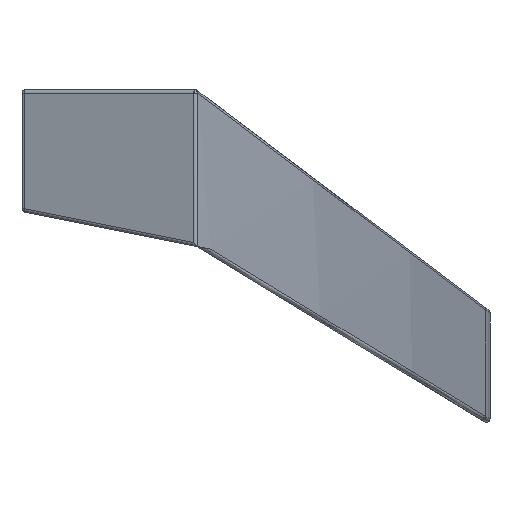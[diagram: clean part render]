
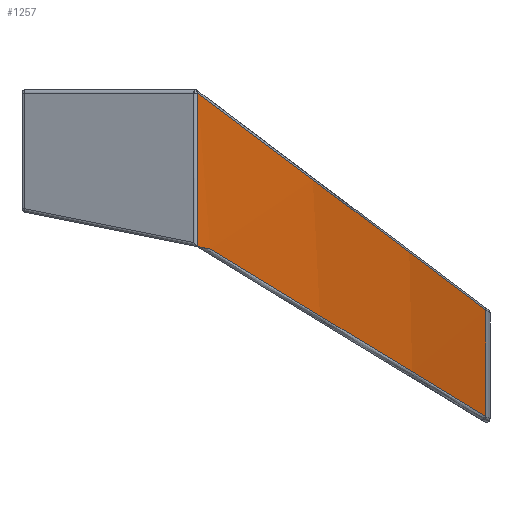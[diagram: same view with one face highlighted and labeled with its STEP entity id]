
A CAD part, left-side view. The second image highlights one B-rep face of the part: STEP entity #1257.
In plain terms, the highlighted cylindrical face has radius 121.978 mm (diameter 243.957 mm), a partial arc.
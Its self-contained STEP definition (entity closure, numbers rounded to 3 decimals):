
#18 = ORIENTED_EDGE ( 'NONE', *, *, #1236, .F. ) ;
#50 = CARTESIAN_POINT ( 'NONE',  ( -9.23, 89.349, 3. ) ) ;
#55 = CARTESIAN_POINT ( 'NONE',  ( -58.722, -22.822, -33.274 ) ) ;
#59 =( BOUNDED_CURVE ( )  B_SPLINE_CURVE ( 3, ( #380, #801, #691, #74 ),
 .UNSPECIFIED., .F., .F. ) 
 B_SPLINE_CURVE_WITH_KNOTS ( ( 4, 4 ),
 ( 0.607, 0.617 ),
 .UNSPECIFIED. ) 
 CURVE ( )  GEOMETRIC_REPRESENTATION_ITEM ( )  RATIONAL_B_SPLINE_CURVE ( ( 1., 1., 1., 1. ) ) 
 REPRESENTATION_ITEM ( '' )  );
#69 = VECTOR ( 'NONE', #537, 1000. ) ;
#74 = CARTESIAN_POINT ( 'NONE',  ( -79.841, -10.113, -32.523 ) ) ;
#78 = CARTESIAN_POINT ( 'NONE',  ( -79.866, -10.096, -32.517 ) ) ;
#82 = CARTESIAN_POINT ( 'NONE',  ( -78.837, -10.818, -32.664 ) ) ;
#90 = DIRECTION ( 'NONE',  ( 0., 0., 1. ) ) ;
#97 = CARTESIAN_POINT ( 'NONE',  ( -46.954, -26.649, -36.153 ) ) ;
#116 = VERTEX_POINT ( 'NONE', #444 ) ;
#124 = EDGE_CURVE ( 'NONE', #430, #865, #1022, .T. ) ;
#128 = ORIENTED_EDGE ( 'NONE', *, *, #498, .F. ) ;
#179 = CARTESIAN_POINT ( 'NONE',  ( -69.023, -17.638, -36.805 ) ) ;
#262 = CARTESIAN_POINT ( 'NONE',  ( -69.777, -17.262, -29.091 ) ) ;
#295 = ORIENTED_EDGE ( 'NONE', *, *, #597, .F. ) ;
#363 = DIRECTION ( 'NONE',  ( 0., 0., -1. ) ) ;
#380 = CARTESIAN_POINT ( 'NONE',  ( -78.837, -10.818, -32.664 ) ) ;
#430 = VERTEX_POINT ( 'NONE', #1173 ) ;
#444 = CARTESIAN_POINT ( 'NONE',  ( -79.841, -10.113, -32.523 ) ) ;
#491 = CARTESIAN_POINT ( 'NONE',  ( -46.954, -26.649, -42.277 ) ) ;
#498 = EDGE_CURVE ( 'NONE', #116, #564, #886, .T. ) ;
#503 = EDGE_LOOP ( 'NONE', ( #295, #128, #835, #18, #532, #1304, #1031 ) ) ;
#532 = ORIENTED_EDGE ( 'NONE', *, *, #992, .F. ) ;
#537 = DIRECTION ( 'NONE',  ( 0., 0., -1. ) ) ;
#556 = VERTEX_POINT ( 'NONE', #82 ) ;
#564 = VERTEX_POINT ( 'NONE', #1333 ) ;
#597 = EDGE_CURVE ( 'NONE', #564, #430, #710, .T. ) ;
#640 = VERTEX_POINT ( 'NONE', #491 ) ;
#651 = CARTESIAN_POINT ( 'NONE',  ( -9.23, 89.349, -23.7 ) ) ;
#667 = FACE_OUTER_BOUND ( 'NONE', #503, .T. ) ;
#687 = EDGE_CURVE ( 'NONE', #556, #116, #59, .T. ) ;
#691 = CARTESIAN_POINT ( 'NONE',  ( -79.508, -10.35, -32.57 ) ) ;
#704 = CARTESIAN_POINT ( 'NONE',  ( -79.841, -10.113, -32.523 ) ) ;
#710 = LINE ( 'NONE', #1112, #776 ) ;
#762 = LINE ( 'NONE', #1079, #69 ) ;
#769 = VERTEX_POINT ( 'NONE', #97 ) ;
#776 = VECTOR ( 'NONE', #90, 1000. ) ;
#801 = CARTESIAN_POINT ( 'NONE',  ( -79.173, -10.585, -32.617 ) ) ;
#835 = ORIENTED_EDGE ( 'NONE', *, *, #687, .F. ) ;
#865 = VERTEX_POINT ( 'NONE', #1113 ) ;
#886 = B_SPLINE_CURVE_WITH_KNOTS ( 'NONE', 3,
 ( #704, #1373, #78, #1051 ),
 .UNSPECIFIED., .F., .F.,
 ( 4, 4 ),
 ( 0., 0. ),
 .UNSPECIFIED. ) ;
#897 =( BOUNDED_CURVE ( )  B_SPLINE_CURVE ( 3, ( #1347, #1227, #179, #1019 ),
 .UNSPECIFIED., .F., .T. ) 
 B_SPLINE_CURVE_WITH_KNOTS ( ( 4, 4 ),
 ( 0.314, 0.607 ),
 .UNSPECIFIED. ) 
 CURVE ( )  GEOMETRIC_REPRESENTATION_ITEM ( )  RATIONAL_B_SPLINE_CURVE ( ( 1., 0.993, 0.993, 1. ) ) 
 REPRESENTATION_ITEM ( '' )  );
#982 = DIRECTION ( 'NONE',  ( 1., 0., 0. ) ) ;
#992 = EDGE_CURVE ( 'NONE', #769, #640, #762, .T. ) ;
#1001 = CARTESIAN_POINT ( 'NONE',  ( -46.954, -26.649, -36.153 ) ) ;
#1019 = CARTESIAN_POINT ( 'NONE',  ( -78.837, -10.818, -32.664 ) ) ;
#1022 = CIRCLE ( 'NONE', #1210, 121.978 ) ;
#1031 = ORIENTED_EDGE ( 'NONE', *, *, #124, .F. ) ;
#1051 = CARTESIAN_POINT ( 'NONE',  ( -79.877, -10.087, -32.513 ) ) ;
#1079 = CARTESIAN_POINT ( 'NONE',  ( -46.954, -26.649, 3. ) ) ;
#1112 = CARTESIAN_POINT ( 'NONE',  ( -79.877, -10.087, 3. ) ) ;
#1113 = CARTESIAN_POINT ( 'NONE',  ( -79.865, -10.096, -23.7 ) ) ;
#1162 = DIRECTION ( 'NONE',  ( -1., 0., 0. ) ) ;
#1173 = CARTESIAN_POINT ( 'NONE',  ( -79.877, -10.087, -23.7 ) ) ;
#1210 = AXIS2_PLACEMENT_3D ( 'NONE', #651, #1281, #1162 ) ;
#1227 = CARTESIAN_POINT ( 'NONE',  ( -58.319, -22.953, -40.032 ) ) ;
#1231 = AXIS2_PLACEMENT_3D ( 'NONE', #50, #363, #982 ) ;
#1236 = EDGE_CURVE ( 'NONE', #640, #556, #897, .T. ) ;
#1237 = EDGE_CURVE ( 'NONE', #865, #769, #1298, .T. ) ;
#1257 = ADVANCED_FACE ( 'NONE', ( #667 ), #1307, .T. ) ;
#1281 = DIRECTION ( 'NONE',  ( 0., 0., 1. ) ) ;
#1298 =( BOUNDED_CURVE ( )  B_SPLINE_CURVE ( 3, ( #1320, #262, #55, #1001 ),
 .UNSPECIFIED., .F., .T. ) 
 B_SPLINE_CURVE_WITH_KNOTS ( ( 4, 4 ),
 ( 5.666, 5.969 ),
 .UNSPECIFIED. ) 
 CURVE ( )  GEOMETRIC_REPRESENTATION_ITEM ( )  RATIONAL_B_SPLINE_CURVE ( ( 1., 0.992, 0.992, 1. ) ) 
 REPRESENTATION_ITEM ( '' )  );
#1304 = ORIENTED_EDGE ( 'NONE', *, *, #1237, .F. ) ;
#1307 = CYLINDRICAL_SURFACE ( 'NONE', #1231, 121.978 ) ;
#1320 = CARTESIAN_POINT ( 'NONE',  ( -79.865, -10.096, -23.7 ) ) ;
#1333 = CARTESIAN_POINT ( 'NONE',  ( -79.877, -10.087, -32.513 ) ) ;
#1347 = CARTESIAN_POINT ( 'NONE',  ( -46.954, -26.649, -42.277 ) ) ;
#1373 = CARTESIAN_POINT ( 'NONE',  ( -79.854, -10.104, -32.521 ) ) ;
